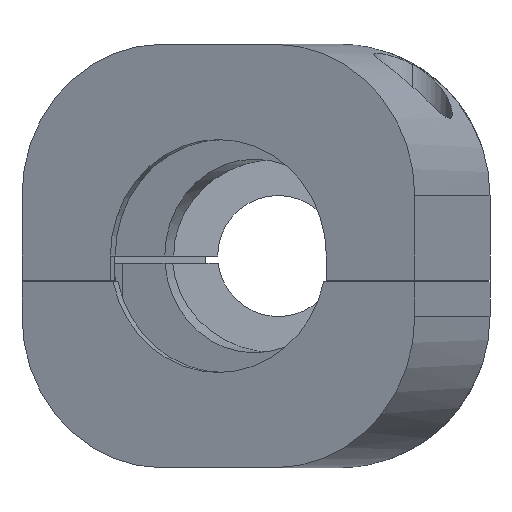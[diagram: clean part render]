
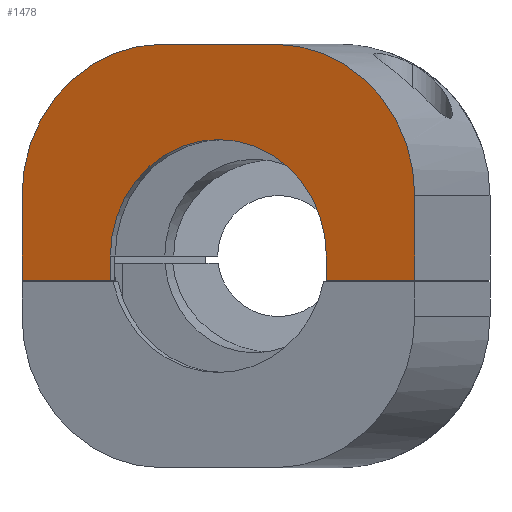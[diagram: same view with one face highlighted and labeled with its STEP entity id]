
A CAD part, left-side view. The second image highlights one B-rep face of the part: STEP entity #1478.
In plain terms, the highlighted planar face has unit normal (-0.927, 0.375, 0).
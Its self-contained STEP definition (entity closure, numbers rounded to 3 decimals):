
#40 = ORIENTED_EDGE ( 'NONE', *, *, #14142, .F. ) ;
#262 = EDGE_CURVE ( 'NONE', #7481, #15045, #18417, .T. ) ;
#577 = CIRCLE ( 'NONE', #7354, 12.5 ) ;
#683 = VERTEX_POINT ( 'NONE', #995 ) ;
#995 = CARTESIAN_POINT ( 'NONE',  ( -73.142, 0.307, 17.5 ) ) ;
#1258 = DIRECTION ( 'NONE',  ( -0.375, -0.927, 0. ) ) ;
#1478 = ADVANCED_FACE ( 'NONE', ( #2564 ), #13432, .T. ) ;
#1990 = CARTESIAN_POINT ( 'NONE',  ( -73.142, 0.307, 5. ) ) ;
#2564 = FACE_OUTER_BOUND ( 'NONE', #2854, .T. ) ;
#2753 = VERTEX_POINT ( 'NONE', #9689 ) ;
#2821 = VECTOR ( 'NONE', #10757, 1000. ) ;
#2854 = EDGE_LOOP ( 'NONE', ( #8015, #5075, #8950, #19330, #3219, #17824, #19133, #14331, #8500, #40 ) ) ;
#3139 = DIRECTION ( 'NONE',  ( 0.375, 0.927, 0. ) ) ;
#3219 = ORIENTED_EDGE ( 'NONE', *, *, #3668, .T. ) ;
#3297 = EDGE_CURVE ( 'NONE', #12594, #9817, #8937, .T. ) ;
#3668 = EDGE_CURVE ( 'NONE', #15902, #15045, #10950, .T. ) ;
#3719 = EDGE_CURVE ( 'NONE', #7481, #9817, #12167, .T. ) ;
#3907 = DIRECTION ( 'NONE',  ( -0.927, 0.375, 0. ) ) ;
#4102 = VERTEX_POINT ( 'NONE', #12828 ) ;
#4369 = LINE ( 'NONE', #11821, #19824 ) ;
#4448 = DIRECTION ( 'NONE',  ( -0.375, -0.927, 0. ) ) ;
#4591 = DIRECTION ( 'NONE',  ( 0.375, 0.927, 0. ) ) ;
#4909 = AXIS2_PLACEMENT_3D ( 'NONE', #1990, #3907, #5128 ) ;
#5075 = ORIENTED_EDGE ( 'NONE', *, *, #14434, .T. ) ;
#5128 = DIRECTION ( 'NONE',  ( -0.375, -0.927, 0. ) ) ;
#6046 = DIRECTION ( 'NONE',  ( 0., 0., -1. ) ) ;
#6851 = CIRCLE ( 'NONE', #4909, 12.5 ) ;
#7007 = DIRECTION ( 'NONE',  ( -0.927, 0.375, 0. ) ) ;
#7354 = AXIS2_PLACEMENT_3D ( 'NONE', #15093, #18305, #4448 ) ;
#7481 = VERTEX_POINT ( 'NONE', #18466 ) ;
#7656 = VECTOR ( 'NONE', #18463, 1000. ) ;
#7840 = VERTEX_POINT ( 'NONE', #8598 ) ;
#8015 = ORIENTED_EDGE ( 'NONE', *, *, #17963, .F. ) ;
#8500 = ORIENTED_EDGE ( 'NONE', *, *, #18324, .F. ) ;
#8598 = CARTESIAN_POINT ( 'NONE',  ( -77.825, -11.283, -2. ) ) ;
#8937 = CIRCLE ( 'NONE', #14701, 9.625 ) ;
#8950 = ORIENTED_EDGE ( 'NONE', *, *, #9367, .T. ) ;
#9222 = LINE ( 'NONE', #15237, #14384 ) ;
#9367 = EDGE_CURVE ( 'NONE', #683, #13359, #12541, .T. ) ;
#9445 = CARTESIAN_POINT ( 'NONE',  ( -64.714, 21.168, 17.5 ) ) ;
#9540 = DIRECTION ( 'NONE',  ( -0.927, 0.375, 0. ) ) ;
#9689 = CARTESIAN_POINT ( 'NONE',  ( -74.875, -3.981, -2. ) ) ;
#9817 = VERTEX_POINT ( 'NONE', #13946 ) ;
#10757 = DIRECTION ( 'NONE',  ( 0., 0., 1. ) ) ;
#10950 = LINE ( 'NONE', #9445, #13095 ) ;
#11821 = CARTESIAN_POINT ( 'NONE',  ( -74.875, -3.981, -2. ) ) ;
#12167 = LINE ( 'NONE', #19688, #2821 ) ;
#12234 = CARTESIAN_POINT ( 'NONE',  ( -77.825, -11.283, -2. ) ) ;
#12475 = CARTESIAN_POINT ( 'NONE',  ( -69.396, 9.579, 17.5 ) ) ;
#12541 = LINE ( 'NONE', #15346, #7656 ) ;
#12594 = VERTEX_POINT ( 'NONE', #13315 ) ;
#12828 = CARTESIAN_POINT ( 'NONE',  ( -77.825, -11.283, 5. ) ) ;
#13095 = VECTOR ( 'NONE', #6046, 1000. ) ;
#13315 = CARTESIAN_POINT ( 'NONE',  ( -74.875, -3.981, 0. ) ) ;
#13359 = VERTEX_POINT ( 'NONE', #12475 ) ;
#13420 = DIRECTION ( 'NONE',  ( 0., 0., 1. ) ) ;
#13432 = PLANE ( 'NONE',  #18283 ) ;
#13946 = CARTESIAN_POINT ( 'NONE',  ( -67.664, 13.867, 0. ) ) ;
#14142 = EDGE_CURVE ( 'NONE', #7840, #2753, #18247, .T. ) ;
#14331 = ORIENTED_EDGE ( 'NONE', *, *, #3297, .F. ) ;
#14384 = VECTOR ( 'NONE', #16943, 1000. ) ;
#14434 = EDGE_CURVE ( 'NONE', #4102, #683, #6851, .T. ) ;
#14701 = AXIS2_PLACEMENT_3D ( 'NONE', #17157, #9540, #15651 ) ;
#15045 = VERTEX_POINT ( 'NONE', #18435 ) ;
#15093 = CARTESIAN_POINT ( 'NONE',  ( -69.396, 9.579, 5. ) ) ;
#15107 = CARTESIAN_POINT ( 'NONE',  ( -77.825, -11.283, -2. ) ) ;
#15237 = CARTESIAN_POINT ( 'NONE',  ( -77.825, -11.283, 17.5 ) ) ;
#15346 = CARTESIAN_POINT ( 'NONE',  ( -77.825, -11.283, 17.5 ) ) ;
#15651 = DIRECTION ( 'NONE',  ( -0.375, -0.927, 0. ) ) ;
#15697 = VECTOR ( 'NONE', #3139, 1000. ) ;
#15902 = VERTEX_POINT ( 'NONE', #16199 ) ;
#16199 = CARTESIAN_POINT ( 'NONE',  ( -64.714, 21.168, 5. ) ) ;
#16943 = DIRECTION ( 'NONE',  ( 0., 0., -1. ) ) ;
#17157 = CARTESIAN_POINT ( 'NONE',  ( -71.269, 4.943, 0. ) ) ;
#17824 = ORIENTED_EDGE ( 'NONE', *, *, #262, .F. ) ;
#17963 = EDGE_CURVE ( 'NONE', #4102, #7840, #9222, .T. ) ;
#18247 = LINE ( 'NONE', #12234, #19644 ) ;
#18283 = AXIS2_PLACEMENT_3D ( 'NONE', #19645, #7007, #1258 ) ;
#18305 = DIRECTION ( 'NONE',  ( -0.927, 0.375, 0. ) ) ;
#18324 = EDGE_CURVE ( 'NONE', #2753, #12594, #4369, .T. ) ;
#18417 = LINE ( 'NONE', #15107, #15697 ) ;
#18435 = CARTESIAN_POINT ( 'NONE',  ( -64.714, 21.168, -2. ) ) ;
#18463 = DIRECTION ( 'NONE',  ( 0.375, 0.927, 0. ) ) ;
#18466 = CARTESIAN_POINT ( 'NONE',  ( -67.664, 13.867, -2. ) ) ;
#18674 = EDGE_CURVE ( 'NONE', #13359, #15902, #577, .T. ) ;
#19133 = ORIENTED_EDGE ( 'NONE', *, *, #3719, .T. ) ;
#19330 = ORIENTED_EDGE ( 'NONE', *, *, #18674, .T. ) ;
#19644 = VECTOR ( 'NONE', #4591, 1000. ) ;
#19645 = CARTESIAN_POINT ( 'NONE',  ( -77.825, -11.283, 17.5 ) ) ;
#19688 = CARTESIAN_POINT ( 'NONE',  ( -67.664, 13.867, -2. ) ) ;
#19824 = VECTOR ( 'NONE', #13420, 1000. ) ;
